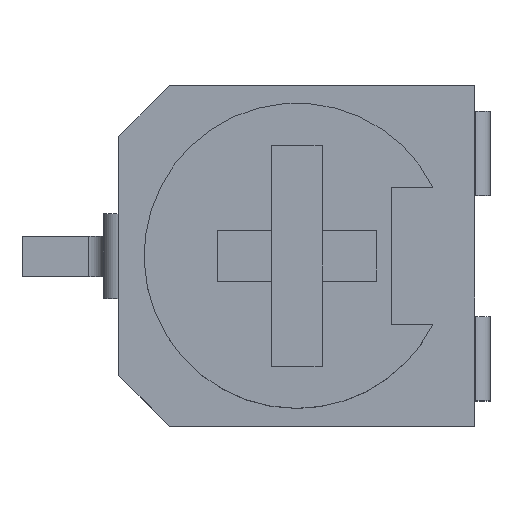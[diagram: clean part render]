
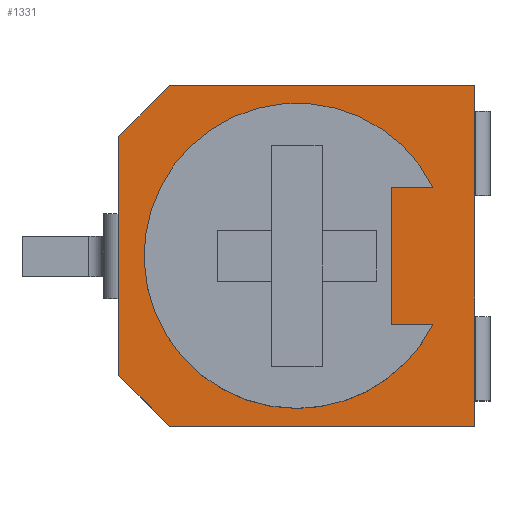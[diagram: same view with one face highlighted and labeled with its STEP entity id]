
A CAD part, top view. The second image highlights one B-rep face of the part: STEP entity #1331.
In plain terms, the highlighted planar face has unit normal (0, 0, 1).
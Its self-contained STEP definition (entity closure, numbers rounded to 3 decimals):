
#480 = VERTEX_POINT('',#481);
#481 = CARTESIAN_POINT('',(4.4,3.35,6.65));
#487 = EDGE_CURVE('',#480,#488,#490,.T.);
#488 = VERTEX_POINT('',#489);
#489 = CARTESIAN_POINT('',(4.4,-3.35,6.65));
#490 = LINE('',#491,#492);
#491 = CARTESIAN_POINT('',(4.4,3.35,6.65));
#492 = VECTOR('',#493,1.);
#493 = DIRECTION('',(0.,-1.,0.));
#821 = EDGE_CURVE('',#488,#822,#824,.T.);
#822 = VERTEX_POINT('',#823);
#823 = CARTESIAN_POINT('',(-1.6,-3.35,6.65));
#824 = LINE('',#825,#826);
#825 = CARTESIAN_POINT('',(4.4,-3.35,6.65));
#826 = VECTOR('',#827,1.);
#827 = DIRECTION('',(-1.,0.,0.));
#845 = EDGE_CURVE('',#822,#846,#848,.T.);
#846 = VERTEX_POINT('',#847);
#847 = CARTESIAN_POINT('',(-2.6,-2.35,6.65));
#848 = LINE('',#849,#850);
#849 = CARTESIAN_POINT('',(-2.063,-2.888,6.65));
#850 = VECTOR('',#851,1.);
#851 = DIRECTION('',(-0.707,0.707,0.));
#900 = EDGE_CURVE('',#846,#901,#903,.T.);
#901 = VERTEX_POINT('',#902);
#902 = CARTESIAN_POINT('',(-2.6,2.35,6.65));
#903 = LINE('',#904,#905);
#904 = CARTESIAN_POINT('',(-2.6,-3.35,6.65));
#905 = VECTOR('',#906,1.);
#906 = DIRECTION('',(0.,1.,0.));
#1010 = VERTEX_POINT('',#1011);
#1011 = CARTESIAN_POINT('',(-1.6,3.35,6.65));
#1017 = EDGE_CURVE('',#1010,#480,#1018,.T.);
#1018 = LINE('',#1019,#1020);
#1019 = CARTESIAN_POINT('',(-2.6,3.35,6.65));
#1020 = VECTOR('',#1021,1.);
#1021 = DIRECTION('',(1.,0.,0.));
#1034 = EDGE_CURVE('',#901,#1010,#1035,.T.);
#1035 = LINE('',#1036,#1037);
#1036 = CARTESIAN_POINT('',(-2.063,2.888,6.65));
#1037 = VECTOR('',#1038,1.);
#1038 = DIRECTION('',(0.707,0.707,0.));
#1331 = ADVANCED_FACE('',(#1332,#1340),#1384,.F.);
#1332 = FACE_BOUND('',#1333,.T.);
#1333 = EDGE_LOOP('',(#1334,#1335,#1336,#1337,#1338,#1339));
#1334 = ORIENTED_EDGE('',*,*,#821,.F.);
#1335 = ORIENTED_EDGE('',*,*,#487,.F.);
#1336 = ORIENTED_EDGE('',*,*,#1017,.F.);
#1337 = ORIENTED_EDGE('',*,*,#1034,.F.);
#1338 = ORIENTED_EDGE('',*,*,#900,.F.);
#1339 = ORIENTED_EDGE('',*,*,#845,.F.);
#1340 = FACE_BOUND('',#1341,.F.);
#1341 = EDGE_LOOP('',(#1342,#1353,#1361,#1369,#1377));
#1342 = ORIENTED_EDGE('',*,*,#1343,.T.);
#1343 = EDGE_CURVE('',#1344,#1346,#1348,.T.);
#1344 = VERTEX_POINT('',#1345);
#1345 = CARTESIAN_POINT('',(0.9,-3.,6.65));
#1346 = VERTEX_POINT('',#1347);
#1347 = CARTESIAN_POINT('',(3.579,-1.35,6.65));
#1348 = CIRCLE('',#1349,3.);
#1349 = AXIS2_PLACEMENT_3D('',#1350,#1351,#1352);
#1350 = CARTESIAN_POINT('',(0.9,0.,6.65));
#1351 = DIRECTION('',(-0.,0.,1.));
#1352 = DIRECTION('',(0.,-1.,0.));
#1353 = ORIENTED_EDGE('',*,*,#1354,.T.);
#1354 = EDGE_CURVE('',#1346,#1355,#1357,.T.);
#1355 = VERTEX_POINT('',#1356);
#1356 = CARTESIAN_POINT('',(2.765,-1.35,6.65));
#1357 = LINE('',#1358,#1359);
#1358 = CARTESIAN_POINT('',(3.995,-1.35,6.65));
#1359 = VECTOR('',#1360,1.);
#1360 = DIRECTION('',(-1.,0.,0.));
#1361 = ORIENTED_EDGE('',*,*,#1362,.T.);
#1362 = EDGE_CURVE('',#1355,#1363,#1365,.T.);
#1363 = VERTEX_POINT('',#1364);
#1364 = CARTESIAN_POINT('',(2.765,1.35,6.65));
#1365 = LINE('',#1366,#1367);
#1366 = CARTESIAN_POINT('',(2.765,-1.35,6.65));
#1367 = VECTOR('',#1368,1.);
#1368 = DIRECTION('',(0.,1.,0.));
#1369 = ORIENTED_EDGE('',*,*,#1370,.T.);
#1370 = EDGE_CURVE('',#1363,#1371,#1373,.T.);
#1371 = VERTEX_POINT('',#1372);
#1372 = CARTESIAN_POINT('',(3.579,1.35,6.65));
#1373 = LINE('',#1374,#1375);
#1374 = CARTESIAN_POINT('',(2.765,1.35,6.65));
#1375 = VECTOR('',#1376,1.);
#1376 = DIRECTION('',(1.,0.,0.));
#1377 = ORIENTED_EDGE('',*,*,#1378,.T.);
#1378 = EDGE_CURVE('',#1371,#1344,#1379,.T.);
#1379 = CIRCLE('',#1380,3.);
#1380 = AXIS2_PLACEMENT_3D('',#1381,#1382,#1383);
#1381 = CARTESIAN_POINT('',(0.9,0.,6.65));
#1382 = DIRECTION('',(-0.,0.,1.));
#1383 = DIRECTION('',(0.,-1.,0.));
#1384 = PLANE('',#1385);
#1385 = AXIS2_PLACEMENT_3D('',#1386,#1387,#1388);
#1386 = CARTESIAN_POINT('',(0.9,0.,6.65));
#1387 = DIRECTION('',(-0.,0.,-1.));
#1388 = DIRECTION('',(0.,1.,0.));
